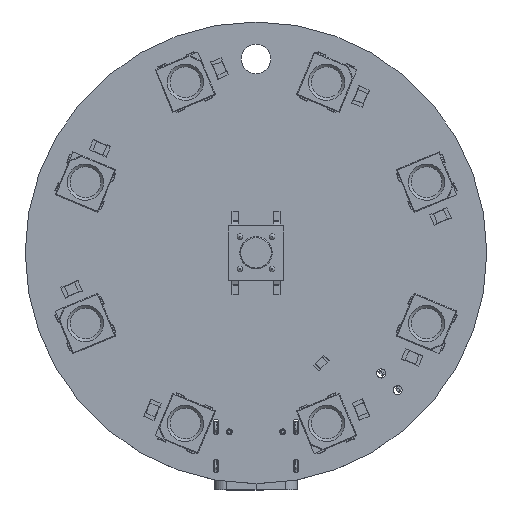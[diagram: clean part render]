
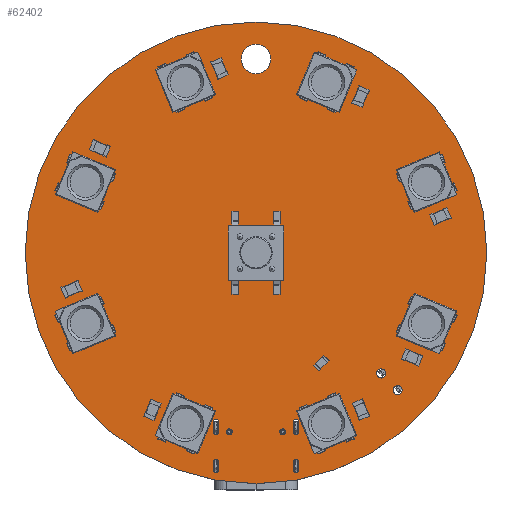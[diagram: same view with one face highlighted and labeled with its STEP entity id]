
A CAD part, top view. The second image highlights one B-rep face of the part: STEP entity #62402.
In plain terms, the highlighted planar face has unit normal (0, 0, 1).
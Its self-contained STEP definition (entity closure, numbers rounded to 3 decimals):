
#62168 = VERTEX_POINT('',#62169);
#62169 = CARTESIAN_POINT('',(198.,-87.,1.6));
#62175 = EDGE_CURVE('',#62168,#62168,#62176,.T.);
#62176 = CIRCLE('',#62177,25.);
#62177 = AXIS2_PLACEMENT_3D('',#62178,#62179,#62180);
#62178 = CARTESIAN_POINT('',(173.,-87.,1.6));
#62179 = DIRECTION('',(0.,0.,1.));
#62180 = DIRECTION('',(1.,0.,-0.));
#62402 = ADVANCED_FACE('',(#62403,#62406,#62442,#62478,#62489,#62500,
    #62536,#62572,#62583,#62594),#62605,.T.);
#62403 = FACE_BOUND('',#62404,.T.);
#62404 = EDGE_LOOP('',(#62405));
#62405 = ORIENTED_EDGE('',*,*,#62175,.T.);
#62406 = FACE_BOUND('',#62407,.T.);
#62407 = EDGE_LOOP('',(#62408,#62419,#62427,#62436));
#62408 = ORIENTED_EDGE('',*,*,#62409,.T.);
#62409 = EDGE_CURVE('',#62410,#62412,#62414,.T.);
#62410 = VERTEX_POINT('',#62411);
#62411 = CARTESIAN_POINT('',(168.38,-109.675,1.6));
#62412 = VERTEX_POINT('',#62413);
#62413 = CARTESIAN_POINT('',(168.98,-109.675,1.6));
#62414 = CIRCLE('',#62415,0.3);
#62415 = AXIS2_PLACEMENT_3D('',#62416,#62417,#62418);
#62416 = CARTESIAN_POINT('',(168.68,-109.675,1.6));
#62417 = DIRECTION('',(0.,-0.,-1.));
#62418 = DIRECTION('',(1.,0.,-0.));
#62419 = ORIENTED_EDGE('',*,*,#62420,.T.);
#62420 = EDGE_CURVE('',#62412,#62421,#62423,.T.);
#62421 = VERTEX_POINT('',#62422);
#62422 = CARTESIAN_POINT('',(168.98,-110.475,1.6));
#62423 = LINE('',#62424,#62425);
#62424 = CARTESIAN_POINT('',(168.98,-55.238,1.6));
#62425 = VECTOR('',#62426,1.);
#62426 = DIRECTION('',(0.,-1.,0.));
#62427 = ORIENTED_EDGE('',*,*,#62428,.T.);
#62428 = EDGE_CURVE('',#62421,#62429,#62431,.T.);
#62429 = VERTEX_POINT('',#62430);
#62430 = CARTESIAN_POINT('',(168.38,-110.475,1.6));
#62431 = CIRCLE('',#62432,0.3);
#62432 = AXIS2_PLACEMENT_3D('',#62433,#62434,#62435);
#62433 = CARTESIAN_POINT('',(168.68,-110.475,1.6));
#62434 = DIRECTION('',(-0.,0.,-1.));
#62435 = DIRECTION('',(-1.,0.,0.));
#62436 = ORIENTED_EDGE('',*,*,#62437,.T.);
#62437 = EDGE_CURVE('',#62429,#62410,#62438,.T.);
#62438 = LINE('',#62439,#62440);
#62439 = CARTESIAN_POINT('',(168.38,-54.838,1.6));
#62440 = VECTOR('',#62441,1.);
#62441 = DIRECTION('',(-0.,1.,0.));
#62442 = FACE_BOUND('',#62443,.T.);
#62443 = EDGE_LOOP('',(#62444,#62455,#62463,#62472));
#62444 = ORIENTED_EDGE('',*,*,#62445,.T.);
#62445 = EDGE_CURVE('',#62446,#62448,#62450,.T.);
#62446 = VERTEX_POINT('',#62447);
#62447 = CARTESIAN_POINT('',(168.38,-105.325,1.6));
#62448 = VERTEX_POINT('',#62449);
#62449 = CARTESIAN_POINT('',(168.98,-105.325,1.6));
#62450 = CIRCLE('',#62451,0.3);
#62451 = AXIS2_PLACEMENT_3D('',#62452,#62453,#62454);
#62452 = CARTESIAN_POINT('',(168.68,-105.325,1.6));
#62453 = DIRECTION('',(0.,-0.,-1.));
#62454 = DIRECTION('',(1.,0.,-0.));
#62455 = ORIENTED_EDGE('',*,*,#62456,.T.);
#62456 = EDGE_CURVE('',#62448,#62457,#62459,.T.);
#62457 = VERTEX_POINT('',#62458);
#62458 = CARTESIAN_POINT('',(168.98,-106.425,1.6));
#62459 = LINE('',#62460,#62461);
#62460 = CARTESIAN_POINT('',(168.98,-53.213,1.6));
#62461 = VECTOR('',#62462,1.);
#62462 = DIRECTION('',(0.,-1.,0.));
#62463 = ORIENTED_EDGE('',*,*,#62464,.T.);
#62464 = EDGE_CURVE('',#62457,#62465,#62467,.T.);
#62465 = VERTEX_POINT('',#62466);
#62466 = CARTESIAN_POINT('',(168.38,-106.425,1.6));
#62467 = CIRCLE('',#62468,0.3);
#62468 = AXIS2_PLACEMENT_3D('',#62469,#62470,#62471);
#62469 = CARTESIAN_POINT('',(168.68,-106.425,1.6));
#62470 = DIRECTION('',(-0.,0.,-1.));
#62471 = DIRECTION('',(-1.,0.,0.));
#62472 = ORIENTED_EDGE('',*,*,#62473,.T.);
#62473 = EDGE_CURVE('',#62465,#62446,#62474,.T.);
#62474 = LINE('',#62475,#62476);
#62475 = CARTESIAN_POINT('',(168.38,-52.663,1.6));
#62476 = VECTOR('',#62477,1.);
#62477 = DIRECTION('',(-0.,1.,0.));
#62478 = FACE_BOUND('',#62479,.T.);
#62479 = EDGE_LOOP('',(#62480));
#62480 = ORIENTED_EDGE('',*,*,#62481,.T.);
#62481 = EDGE_CURVE('',#62482,#62482,#62484,.T.);
#62482 = VERTEX_POINT('',#62483);
#62483 = CARTESIAN_POINT('',(170.11,-106.72,1.6));
#62484 = CIRCLE('',#62485,0.325);
#62485 = AXIS2_PLACEMENT_3D('',#62486,#62487,#62488);
#62486 = CARTESIAN_POINT('',(170.11,-106.395,1.6));
#62487 = DIRECTION('',(-0.,0.,-1.));
#62488 = DIRECTION('',(-0.,-1.,0.));
#62489 = FACE_BOUND('',#62490,.T.);
#62490 = EDGE_LOOP('',(#62491));
#62491 = ORIENTED_EDGE('',*,*,#62492,.T.);
#62492 = EDGE_CURVE('',#62493,#62493,#62495,.T.);
#62493 = VERTEX_POINT('',#62494);
#62494 = CARTESIAN_POINT('',(175.89,-106.72,1.6));
#62495 = CIRCLE('',#62496,0.325);
#62496 = AXIS2_PLACEMENT_3D('',#62497,#62498,#62499);
#62497 = CARTESIAN_POINT('',(175.89,-106.395,1.6));
#62498 = DIRECTION('',(-0.,0.,-1.));
#62499 = DIRECTION('',(-0.,-1.,0.));
#62500 = FACE_BOUND('',#62501,.T.);
#62501 = EDGE_LOOP('',(#62502,#62513,#62521,#62530));
#62502 = ORIENTED_EDGE('',*,*,#62503,.T.);
#62503 = EDGE_CURVE('',#62504,#62506,#62508,.T.);
#62504 = VERTEX_POINT('',#62505);
#62505 = CARTESIAN_POINT('',(177.02,-109.675,1.6));
#62506 = VERTEX_POINT('',#62507);
#62507 = CARTESIAN_POINT('',(177.62,-109.675,1.6));
#62508 = CIRCLE('',#62509,0.3);
#62509 = AXIS2_PLACEMENT_3D('',#62510,#62511,#62512);
#62510 = CARTESIAN_POINT('',(177.32,-109.675,1.6));
#62511 = DIRECTION('',(0.,-0.,-1.));
#62512 = DIRECTION('',(1.,0.,-0.));
#62513 = ORIENTED_EDGE('',*,*,#62514,.T.);
#62514 = EDGE_CURVE('',#62506,#62515,#62517,.T.);
#62515 = VERTEX_POINT('',#62516);
#62516 = CARTESIAN_POINT('',(177.62,-110.475,1.6));
#62517 = LINE('',#62518,#62519);
#62518 = CARTESIAN_POINT('',(177.62,-55.238,1.6));
#62519 = VECTOR('',#62520,1.);
#62520 = DIRECTION('',(0.,-1.,0.));
#62521 = ORIENTED_EDGE('',*,*,#62522,.T.);
#62522 = EDGE_CURVE('',#62515,#62523,#62525,.T.);
#62523 = VERTEX_POINT('',#62524);
#62524 = CARTESIAN_POINT('',(177.02,-110.475,1.6));
#62525 = CIRCLE('',#62526,0.3);
#62526 = AXIS2_PLACEMENT_3D('',#62527,#62528,#62529);
#62527 = CARTESIAN_POINT('',(177.32,-110.475,1.6));
#62528 = DIRECTION('',(-0.,0.,-1.));
#62529 = DIRECTION('',(-1.,0.,0.));
#62530 = ORIENTED_EDGE('',*,*,#62531,.T.);
#62531 = EDGE_CURVE('',#62523,#62504,#62532,.T.);
#62532 = LINE('',#62533,#62534);
#62533 = CARTESIAN_POINT('',(177.02,-54.838,1.6));
#62534 = VECTOR('',#62535,1.);
#62535 = DIRECTION('',(-0.,1.,0.));
#62536 = FACE_BOUND('',#62537,.T.);
#62537 = EDGE_LOOP('',(#62538,#62549,#62557,#62566));
#62538 = ORIENTED_EDGE('',*,*,#62539,.T.);
#62539 = EDGE_CURVE('',#62540,#62542,#62544,.T.);
#62540 = VERTEX_POINT('',#62541);
#62541 = CARTESIAN_POINT('',(177.02,-105.325,1.6));
#62542 = VERTEX_POINT('',#62543);
#62543 = CARTESIAN_POINT('',(177.62,-105.325,1.6));
#62544 = CIRCLE('',#62545,0.3);
#62545 = AXIS2_PLACEMENT_3D('',#62546,#62547,#62548);
#62546 = CARTESIAN_POINT('',(177.32,-105.325,1.6));
#62547 = DIRECTION('',(0.,-0.,-1.));
#62548 = DIRECTION('',(1.,0.,-0.));
#62549 = ORIENTED_EDGE('',*,*,#62550,.T.);
#62550 = EDGE_CURVE('',#62542,#62551,#62553,.T.);
#62551 = VERTEX_POINT('',#62552);
#62552 = CARTESIAN_POINT('',(177.62,-106.425,1.6));
#62553 = LINE('',#62554,#62555);
#62554 = CARTESIAN_POINT('',(177.62,-53.213,1.6));
#62555 = VECTOR('',#62556,1.);
#62556 = DIRECTION('',(0.,-1.,0.));
#62557 = ORIENTED_EDGE('',*,*,#62558,.T.);
#62558 = EDGE_CURVE('',#62551,#62559,#62561,.T.);
#62559 = VERTEX_POINT('',#62560);
#62560 = CARTESIAN_POINT('',(177.02,-106.425,1.6));
#62561 = CIRCLE('',#62562,0.3);
#62562 = AXIS2_PLACEMENT_3D('',#62563,#62564,#62565);
#62563 = CARTESIAN_POINT('',(177.32,-106.425,1.6));
#62564 = DIRECTION('',(-0.,0.,-1.));
#62565 = DIRECTION('',(-1.,0.,0.));
#62566 = ORIENTED_EDGE('',*,*,#62567,.T.);
#62567 = EDGE_CURVE('',#62559,#62540,#62568,.T.);
#62568 = LINE('',#62569,#62570);
#62569 = CARTESIAN_POINT('',(177.02,-52.663,1.6));
#62570 = VECTOR('',#62571,1.);
#62571 = DIRECTION('',(-0.,1.,0.));
#62572 = FACE_BOUND('',#62573,.T.);
#62573 = EDGE_LOOP('',(#62574));
#62574 = ORIENTED_EDGE('',*,*,#62575,.T.);
#62575 = EDGE_CURVE('',#62576,#62576,#62578,.T.);
#62576 = VERTEX_POINT('',#62577);
#62577 = CARTESIAN_POINT('',(186.545,-100.558,1.6));
#62578 = CIRCLE('',#62579,0.5);
#62579 = AXIS2_PLACEMENT_3D('',#62580,#62581,#62582);
#62580 = CARTESIAN_POINT('',(186.545,-100.058,1.6));
#62581 = DIRECTION('',(-0.,0.,-1.));
#62582 = DIRECTION('',(-0.,-1.,0.));
#62583 = FACE_BOUND('',#62584,.T.);
#62584 = EDGE_LOOP('',(#62585));
#62585 = ORIENTED_EDGE('',*,*,#62586,.T.);
#62586 = EDGE_CURVE('',#62587,#62587,#62589,.T.);
#62587 = VERTEX_POINT('',#62588);
#62588 = CARTESIAN_POINT('',(188.341,-102.354,1.6));
#62589 = CIRCLE('',#62590,0.5);
#62590 = AXIS2_PLACEMENT_3D('',#62591,#62592,#62593);
#62591 = CARTESIAN_POINT('',(188.341,-101.854,1.6));
#62592 = DIRECTION('',(-0.,0.,-1.));
#62593 = DIRECTION('',(-0.,-1.,0.));
#62594 = FACE_BOUND('',#62595,.T.);
#62595 = EDGE_LOOP('',(#62596));
#62596 = ORIENTED_EDGE('',*,*,#62597,.T.);
#62597 = EDGE_CURVE('',#62598,#62598,#62600,.T.);
#62598 = VERTEX_POINT('',#62599);
#62599 = CARTESIAN_POINT('',(173.,-67.6,1.6));
#62600 = CIRCLE('',#62601,1.6);
#62601 = AXIS2_PLACEMENT_3D('',#62602,#62603,#62604);
#62602 = CARTESIAN_POINT('',(173.,-66.,1.6));
#62603 = DIRECTION('',(-0.,0.,-1.));
#62604 = DIRECTION('',(-0.,-1.,0.));
#62605 = PLANE('',#62606);
#62606 = AXIS2_PLACEMENT_3D('',#62607,#62608,#62609);
#62607 = CARTESIAN_POINT('',(0.,0.,1.6));
#62608 = DIRECTION('',(0.,0.,1.));
#62609 = DIRECTION('',(1.,0.,-0.));
